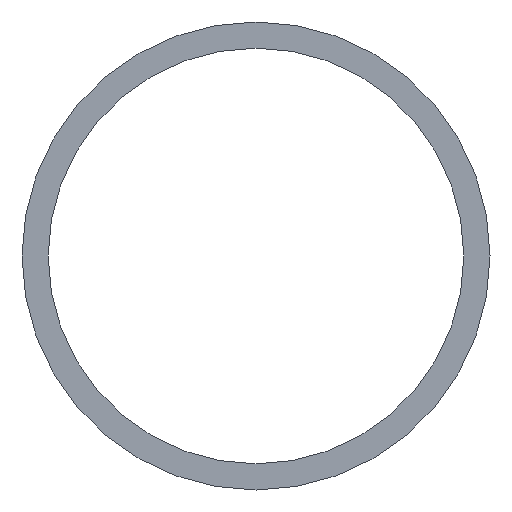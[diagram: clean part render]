
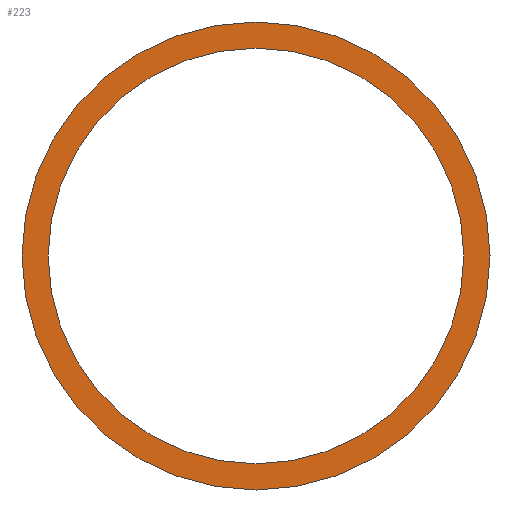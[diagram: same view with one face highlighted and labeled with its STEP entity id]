
A CAD part, front view. The second image highlights one B-rep face of the part: STEP entity #223.
In plain terms, the highlighted planar face has unit normal (0, -1, 0).
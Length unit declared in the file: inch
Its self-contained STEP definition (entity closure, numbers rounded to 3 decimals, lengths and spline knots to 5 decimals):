
#3 = CARTESIAN_POINT ( 'NONE',  ( 0., 0., 0. ) ) ;
#29 = ORIENTED_EDGE ( 'NONE', *, *, #89, .F. ) ;
#30 = FACE_BOUND ( 'NONE', #113, .T. ) ;
#31 = EDGE_CURVE ( 'NONE', #158, #134, #82, .T. ) ;
#33 = DIRECTION ( 'NONE',  ( 0., 1., 0. ) ) ;
#35 = DIRECTION ( 'NONE',  ( 0., 0., 1. ) ) ;
#38 = CIRCLE ( 'NONE', #164, 0.222 ) ;
#46 = CIRCLE ( 'NONE', #132, 0.25 ) ;
#58 = DIRECTION ( 'NONE',  ( 0., 1., 0. ) ) ;
#59 = CIRCLE ( 'NONE', #214, 0.25 ) ;
#73 = CARTESIAN_POINT ( 'NONE',  ( 0., 0., 0. ) ) ;
#82 = CIRCLE ( 'NONE', #192, 0.222 ) ;
#88 = ORIENTED_EDGE ( 'NONE', *, *, #31, .T. ) ;
#89 = EDGE_CURVE ( 'NONE', #111, #194, #59, .T. ) ;
#96 = CARTESIAN_POINT ( 'NONE',  ( 0., 0., 0. ) ) ;
#97 = ORIENTED_EDGE ( 'NONE', *, *, #153, .F. ) ;
#103 = FACE_OUTER_BOUND ( 'NONE', #114, .T. ) ;
#111 = VERTEX_POINT ( 'NONE', #212 ) ;
#113 = EDGE_LOOP ( 'NONE', ( #88, #247 ) ) ;
#114 = EDGE_LOOP ( 'NONE', ( #97, #29 ) ) ;
#120 = DIRECTION ( 'NONE',  ( 0., 0., 1. ) ) ;
#129 = DIRECTION ( 'NONE',  ( 0., 0., 1. ) ) ;
#132 = AXIS2_PLACEMENT_3D ( 'NONE', #96, #238, #120 ) ;
#134 = VERTEX_POINT ( 'NONE', #233 ) ;
#146 = PLANE ( 'NONE',  #235 ) ;
#153 = EDGE_CURVE ( 'NONE', #194, #111, #46, .T. ) ;
#158 = VERTEX_POINT ( 'NONE', #166 ) ;
#160 = DIRECTION ( 'NONE',  ( 0., 0., 1. ) ) ;
#164 = AXIS2_PLACEMENT_3D ( 'NONE', #169, #33, #184 ) ;
#166 = CARTESIAN_POINT ( 'NONE',  ( 0., 0., -0.222 ) ) ;
#167 = EDGE_CURVE ( 'NONE', #134, #158, #38, .T. ) ;
#169 = CARTESIAN_POINT ( 'NONE',  ( 0., 0., 0. ) ) ;
#170 = DIRECTION ( 'NONE',  ( 0., 1., 0. ) ) ;
#184 = DIRECTION ( 'NONE',  ( 0., 0., 1. ) ) ;
#192 = AXIS2_PLACEMENT_3D ( 'NONE', #3, #58, #129 ) ;
#194 = VERTEX_POINT ( 'NONE', #251 ) ;
#212 = CARTESIAN_POINT ( 'NONE',  ( 0., 0., 0.25 ) ) ;
#214 = AXIS2_PLACEMENT_3D ( 'NONE', #232, #229, #160 ) ;
#223 = ADVANCED_FACE ( 'NONE', ( #103, #30 ), #146, .F. ) ;
#229 = DIRECTION ( 'NONE',  ( 0., 1., 0. ) ) ;
#232 = CARTESIAN_POINT ( 'NONE',  ( 0., 0., 0. ) ) ;
#233 = CARTESIAN_POINT ( 'NONE',  ( 0., 0., 0.222 ) ) ;
#235 = AXIS2_PLACEMENT_3D ( 'NONE', #73, #170, #35 ) ;
#238 = DIRECTION ( 'NONE',  ( 0., 1., 0. ) ) ;
#247 = ORIENTED_EDGE ( 'NONE', *, *, #167, .T. ) ;
#251 = CARTESIAN_POINT ( 'NONE',  ( 0., 0., -0.25 ) ) ;
